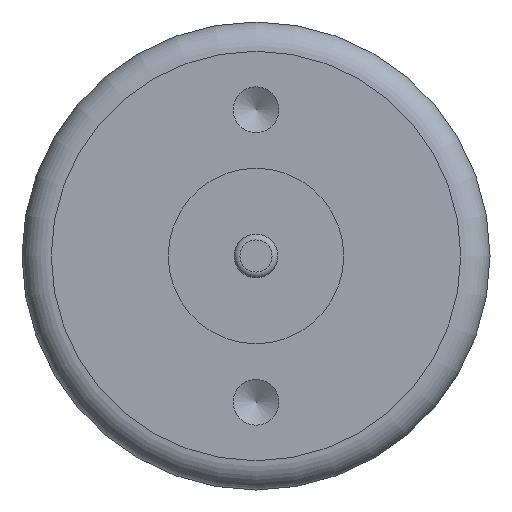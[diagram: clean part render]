
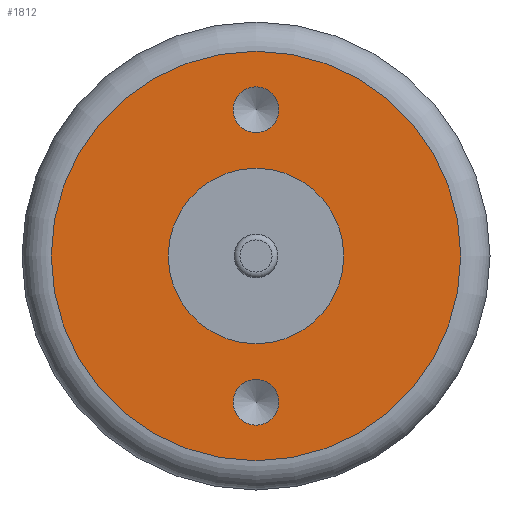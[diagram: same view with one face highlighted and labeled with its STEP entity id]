
A CAD part, front view. The second image highlights one B-rep face of the part: STEP entity #1812.
In plain terms, the highlighted planar face has unit normal (0, -1, 0).
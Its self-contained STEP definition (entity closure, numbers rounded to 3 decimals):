
#132=CARTESIAN_POINT('',(0.784,0.0,5.0));
#133=VERTEX_POINT('',#132);
#134=CARTESIAN_POINT('',(0.0,0.0,5.0));
#135=DIRECTION('',(0.0,1.0,0.0));
#136=DIRECTION('',(1.0,0.0,0.0));
#137=AXIS2_PLACEMENT_3D('',#134,#135,#136);
#138=CIRCLE('',#137,0.784);
#139=EDGE_CURVE('',#133,#133,#138,.T.);
#211=CARTESIAN_POINT('',(0.784,0.0,-5.0));
#212=VERTEX_POINT('',#211);
#213=CARTESIAN_POINT('',(0.0,0.0,-5.0));
#214=DIRECTION('',(0.0,1.0,0.0));
#215=DIRECTION('',(1.0,0.0,0.0));
#216=AXIS2_PLACEMENT_3D('',#213,#214,#215);
#217=CIRCLE('',#216,0.784);
#218=EDGE_CURVE('',#212,#212,#217,.T.);
#1763=CARTESIAN_POINT('',(-7.,0.0,0.));
#1764=VERTEX_POINT('',#1763);
#1765=CARTESIAN_POINT('',(0.0,0.0,0.0));
#1766=DIRECTION('',(0.0,1.0,0.0));
#1767=DIRECTION('',(1.0,0.0,0.0));
#1768=AXIS2_PLACEMENT_3D('',#1765,#1766,#1767);
#1769=CIRCLE('',#1768,7.);
#1770=EDGE_CURVE('',#1764,#1764,#1769,.T.);
#1787=CARTESIAN_POINT('',(0.0,0.0,0.0));
#1788=DIRECTION('',(0.0,-1.0,0.0));
#1789=DIRECTION('',(0.0,0.0,-1.0));
#1790=AXIS2_PLACEMENT_3D('',#1787,#1788,#1789);
#1791=PLANE('',#1790);
#1792=ORIENTED_EDGE('',*,*,#1770,.F.);
#1793=EDGE_LOOP('',(#1792));
#1794=FACE_OUTER_BOUND('',#1793,.T.);
#1795=ORIENTED_EDGE('',*,*,#139,.T.);
#1796=EDGE_LOOP('',(#1795));
#1797=FACE_BOUND('',#1796,.T.);
#1798=ORIENTED_EDGE('',*,*,#218,.T.);
#1799=EDGE_LOOP('',(#1798));
#1800=FACE_BOUND('',#1799,.T.);
#1801=CARTESIAN_POINT('',(3.,0.0,0.));
#1802=VERTEX_POINT('',#1801);
#1803=CARTESIAN_POINT('',(0.0,0.0,0.0));
#1804=DIRECTION('',(0.0,1.0,0.0));
#1805=DIRECTION('',(-1.0,0.0,0.0));
#1806=AXIS2_PLACEMENT_3D('',#1803,#1804,#1805);
#1807=CIRCLE('',#1806,3.);
#1808=EDGE_CURVE('',#1802,#1802,#1807,.T.);
#1809=ORIENTED_EDGE('',*,*,#1808,.T.);
#1810=EDGE_LOOP('',(#1809));
#1811=FACE_BOUND('',#1810,.T.);
#1812=ADVANCED_FACE('',(#1794,#1797,#1800,#1811),#1791,.T.);
